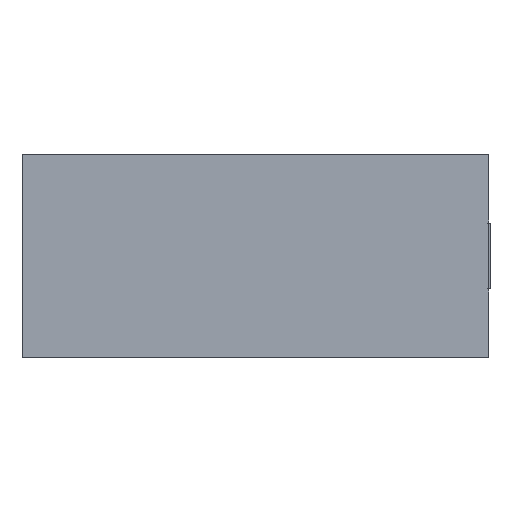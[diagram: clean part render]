
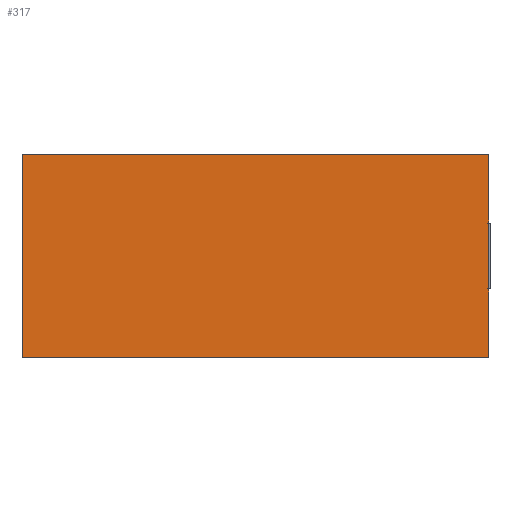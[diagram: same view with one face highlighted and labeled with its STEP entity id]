
A CAD part, front view. The second image highlights one B-rep face of the part: STEP entity #317.
In plain terms, the highlighted planar face has unit normal (0, -1, 0).
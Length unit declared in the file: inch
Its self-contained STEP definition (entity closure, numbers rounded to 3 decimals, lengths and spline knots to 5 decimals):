
#4 = VERTEX_POINT ( 'NONE', #647 ) ;
#7 = DIRECTION ( 'NONE',  ( 0., 0., -1. ) ) ;
#10 = DIRECTION ( 'NONE',  ( 0., -1., 0. ) ) ;
#11 = EDGE_CURVE ( 'NONE', #4, #738, #639, .T. ) ;
#65 = ORIENTED_EDGE ( 'NONE', *, *, #690, .F. ) ;
#75 = ORIENTED_EDGE ( 'NONE', *, *, #126, .F. ) ;
#92 = VERTEX_POINT ( 'NONE', #373 ) ;
#104 = ORIENTED_EDGE ( 'NONE', *, *, #318, .F. ) ;
#107 = DIRECTION ( 'NONE',  ( 0., 0., -1. ) ) ;
#116 = CARTESIAN_POINT ( 'NONE',  ( 27., -0.064, -7.782 ) ) ;
#126 = EDGE_CURVE ( 'NONE', #821, #92, #814, .T. ) ;
#129 = ORIENTED_EDGE ( 'NONE', *, *, #191, .F. ) ;
#159 = CARTESIAN_POINT ( 'NONE',  ( 26.96, -0.064, -4. ) ) ;
#162 = CARTESIAN_POINT ( 'NONE',  ( 27., -0.064, -11.75 ) ) ;
#167 = DIRECTION ( 'NONE',  ( 0., 0., 1. ) ) ;
#173 = VERTEX_POINT ( 'NONE', #791 ) ;
#177 = EDGE_CURVE ( 'NONE', #615, #173, #358, .T. ) ;
#181 = VECTOR ( 'NONE', #324, 39.37008 ) ;
#184 = VECTOR ( 'NONE', #107, 39.37008 ) ;
#191 = EDGE_CURVE ( 'NONE', #809, #565, #338, .T. ) ;
#196 = DIRECTION ( 'NONE',  ( 1., 0., 0. ) ) ;
#217 = VECTOR ( 'NONE', #326, 39.37008 ) ;
#223 = EDGE_CURVE ( 'NONE', #553, #615, #327, .T. ) ;
#234 = DIRECTION ( 'NONE',  ( 1., 0., 0. ) ) ;
#236 = CARTESIAN_POINT ( 'NONE',  ( 26.928, -0.064, -7.782 ) ) ;
#240 = VECTOR ( 'NONE', #784, 39.37008 ) ;
#245 = CARTESIAN_POINT ( 'NONE',  ( 0., -0.064, -11.75 ) ) ;
#252 = CARTESIAN_POINT ( 'NONE',  ( 27., -0.064, 0. ) ) ;
#254 = ORIENTED_EDGE ( 'NONE', *, *, #223, .F. ) ;
#277 = VECTOR ( 'NONE', #558, 39.37008 ) ;
#288 = VECTOR ( 'NONE', #196, 39.37008 ) ;
#296 = VECTOR ( 'NONE', #564, 39.37008 ) ;
#306 = CARTESIAN_POINT ( 'NONE',  ( 26.928, -0.064, -7.75 ) ) ;
#311 = CARTESIAN_POINT ( 'NONE',  ( 27., -0.064, -3.968 ) ) ;
#317 = ADVANCED_FACE ( 'NONE', ( #818 ), #822, .T. ) ;
#318 = EDGE_CURVE ( 'NONE', #555, #392, #715, .T. ) ;
#324 = DIRECTION ( 'NONE',  ( -1., 0., 0. ) ) ;
#325 = CARTESIAN_POINT ( 'NONE',  ( 26.96, -0.064, -4. ) ) ;
#326 = DIRECTION ( 'NONE',  ( 1., 0., 0. ) ) ;
#327 = LINE ( 'NONE', #252, #461 ) ;
#336 = CARTESIAN_POINT ( 'NONE',  ( 0., -0.064, 0. ) ) ;
#338 = LINE ( 'NONE', #679, #412 ) ;
#358 = LINE ( 'NONE', #473, #181 ) ;
#373 = CARTESIAN_POINT ( 'NONE',  ( 0., -0.064, 0. ) ) ;
#392 = VERTEX_POINT ( 'NONE', #162 ) ;
#394 = EDGE_CURVE ( 'NONE', #738, #809, #490, .T. ) ;
#409 = CARTESIAN_POINT ( 'NONE',  ( 27., -0.064, -7.77 ) ) ;
#412 = VECTOR ( 'NONE', #482, 39.37008 ) ;
#422 = EDGE_CURVE ( 'NONE', #173, #4, #692, .T. ) ;
#423 = ORIENTED_EDGE ( 'NONE', *, *, #177, .F. ) ;
#428 = CARTESIAN_POINT ( 'NONE',  ( 26.928, -0.064, -7.75 ) ) ;
#438 = ORIENTED_EDGE ( 'NONE', *, *, #394, .F. ) ;
#440 = LINE ( 'NONE', #245, #240 ) ;
#447 = CARTESIAN_POINT ( 'NONE',  ( 27., -0.064, 0. ) ) ;
#461 = VECTOR ( 'NONE', #795, 39.37008 ) ;
#473 = CARTESIAN_POINT ( 'NONE',  ( 27., -0.064, -3.968 ) ) ;
#482 = DIRECTION ( 'NONE',  ( -1., 0., 0. ) ) ;
#490 = LINE ( 'NONE', #159, #863 ) ;
#494 = ORIENTED_EDGE ( 'NONE', *, *, #11, .F. ) ;
#500 = ORIENTED_EDGE ( 'NONE', *, *, #682, .F. ) ;
#505 = LINE ( 'NONE', #591, #217 ) ;
#545 = CARTESIAN_POINT ( 'NONE',  ( 0., -0.064, -11.75 ) ) ;
#551 = VECTOR ( 'NONE', #167, 39.37008 ) ;
#553 = VERTEX_POINT ( 'NONE', #447 ) ;
#555 = VERTEX_POINT ( 'NONE', #116 ) ;
#557 = AXIS2_PLACEMENT_3D ( 'NONE', #834, #10, #7 ) ;
#558 = DIRECTION ( 'NONE',  ( 0., 0., -1. ) ) ;
#564 = DIRECTION ( 'NONE',  ( 0., 0., -1. ) ) ;
#565 = VERTEX_POINT ( 'NONE', #306 ) ;
#578 = VECTOR ( 'NONE', #234, 39.37008 ) ;
#585 = CARTESIAN_POINT ( 'NONE',  ( 26.928, -0.064, -4. ) ) ;
#591 = CARTESIAN_POINT ( 'NONE',  ( 26.928, -0.064, -7.782 ) ) ;
#605 = ORIENTED_EDGE ( 'NONE', *, *, #636, .F. ) ;
#609 = EDGE_CURVE ( 'NONE', #392, #821, #440, .T. ) ;
#615 = VERTEX_POINT ( 'NONE', #311 ) ;
#625 = LINE ( 'NONE', #336, #288 ) ;
#636 = EDGE_CURVE ( 'NONE', #710, #555, #505, .T. ) ;
#639 = LINE ( 'NONE', #585, #578 ) ;
#647 = CARTESIAN_POINT ( 'NONE',  ( 26.928, -0.064, -4. ) ) ;
#679 = CARTESIAN_POINT ( 'NONE',  ( 26.96, -0.064, -7.75 ) ) ;
#682 = EDGE_CURVE ( 'NONE', #565, #710, #877, .T. ) ;
#690 = EDGE_CURVE ( 'NONE', #92, #553, #625, .T. ) ;
#692 = LINE ( 'NONE', #701, #296 ) ;
#697 = EDGE_LOOP ( 'NONE', ( #711, #423, #254, #65, #75, #771, #104, #605, #500, #129, #438, #494 ) ) ;
#701 = CARTESIAN_POINT ( 'NONE',  ( 26.928, -0.064, -3.968 ) ) ;
#710 = VERTEX_POINT ( 'NONE', #236 ) ;
#711 = ORIENTED_EDGE ( 'NONE', *, *, #422, .F. ) ;
#715 = LINE ( 'NONE', #409, #277 ) ;
#738 = VERTEX_POINT ( 'NONE', #325 ) ;
#771 = ORIENTED_EDGE ( 'NONE', *, *, #609, .F. ) ;
#773 = CARTESIAN_POINT ( 'NONE',  ( 0., -0.064, 0. ) ) ;
#784 = DIRECTION ( 'NONE',  ( -1., 0., 0. ) ) ;
#791 = CARTESIAN_POINT ( 'NONE',  ( 26.928, -0.064, -3.968 ) ) ;
#795 = DIRECTION ( 'NONE',  ( 0., 0., -1. ) ) ;
#800 = CARTESIAN_POINT ( 'NONE',  ( 26.96, -0.064, -7.75 ) ) ;
#809 = VERTEX_POINT ( 'NONE', #800 ) ;
#814 = LINE ( 'NONE', #773, #551 ) ;
#818 = FACE_OUTER_BOUND ( 'NONE', #697, .T. ) ;
#821 = VERTEX_POINT ( 'NONE', #545 ) ;
#822 = PLANE ( 'NONE',  #557 ) ;
#834 = CARTESIAN_POINT ( 'NONE',  ( 0., -0.064, 0. ) ) ;
#843 = DIRECTION ( 'NONE',  ( 0., 0., -1. ) ) ;
#863 = VECTOR ( 'NONE', #843, 39.37008 ) ;
#877 = LINE ( 'NONE', #428, #184 ) ;
